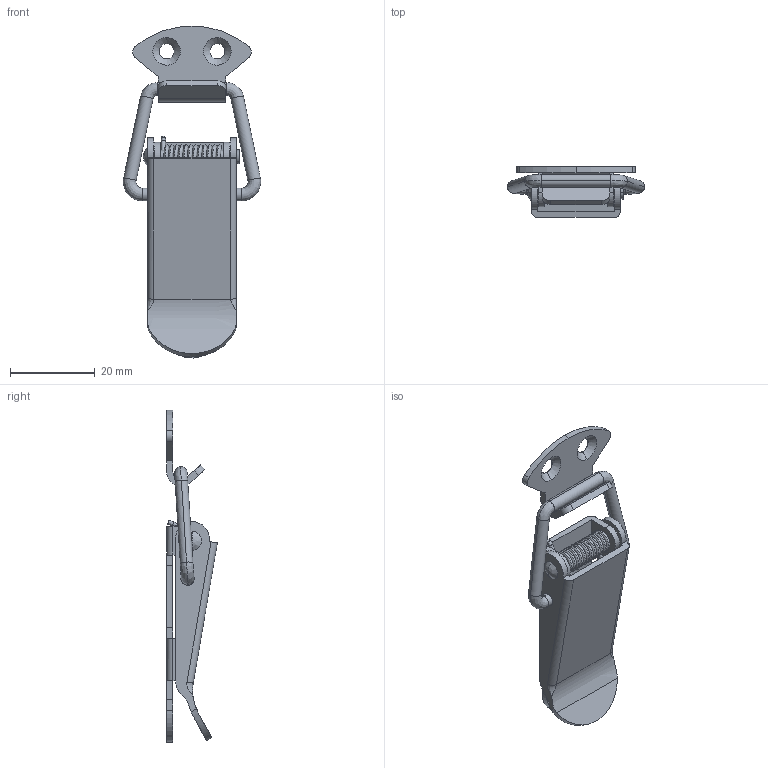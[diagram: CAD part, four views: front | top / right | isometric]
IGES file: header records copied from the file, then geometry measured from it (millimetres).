
Start section: ------------------------------------------------------------------------
Global section: file name: PC50.22044.TL_3_1_395.igs; native system: spGate; preprocessor: ver17.5.2; author: Unknown; organization: Unknown; date: 211021.124859; units: millimetre
Bounding box: 32.48 x 12 x 78.5 mm (x, y, z)
Volume: 4683 mm3; surface area: 7628.6 mm2
Topology: 6 solids, 6 shells, 158 faces, 435 edges, 287 vertices
Faces by surface type: bspline 158
